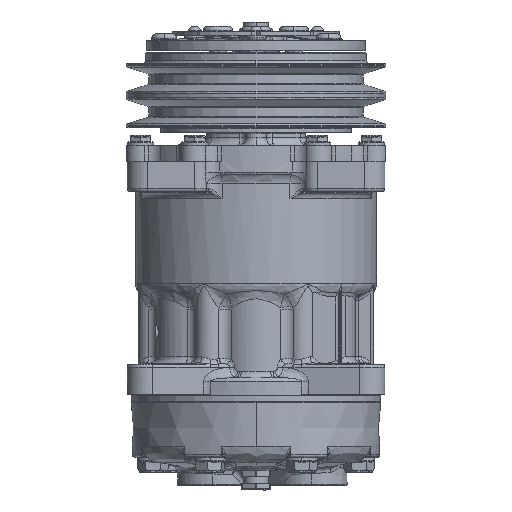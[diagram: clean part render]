
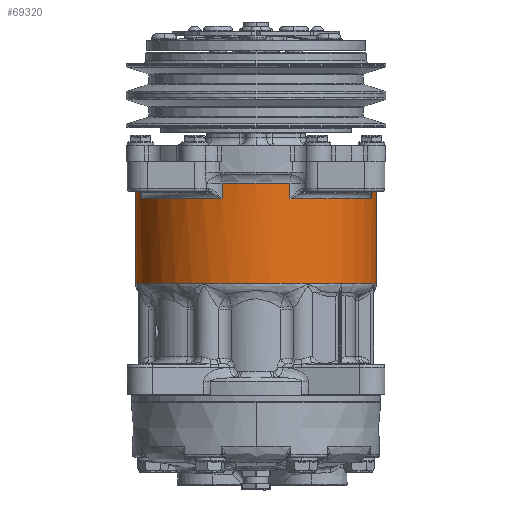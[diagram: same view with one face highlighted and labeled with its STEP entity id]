
A CAD part, front view. The second image highlights one B-rep face of the part: STEP entity #69320.
In plain terms, the highlighted cylindrical face has radius 58 mm (diameter 116 mm), a partial arc.
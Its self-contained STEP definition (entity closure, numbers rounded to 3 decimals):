
#6880 = CARTESIAN_POINT ( 'NONE',  ( 65.739, -18.237, 30.974 ) ) ;
#15889 = CARTESIAN_POINT ( 'NONE',  ( 82.727, 22.775, 78.896 ) ) ;
#15899 = DIRECTION ( 'NONE',  ( 0., 0., 1. ) ) ;
#15901 = VECTOR ( 'NONE', #15899, 1000. ) ;
#15903 = CARTESIAN_POINT ( 'NONE',  ( 82.727, 22.775, 90.474 ) ) ;
#15914 = CARTESIAN_POINT ( 'NONE',  ( -33.273, 22.775, 30.974 ) ) ;
#15927 = LINE ( 'NONE', #15903, #15901 ) ;
#15982 = LINE ( 'NONE', #16109, #16107 ) ;
#16105 = DIRECTION ( 'NONE',  ( 0., 0., 1. ) ) ;
#16107 = VECTOR ( 'NONE', #16105, 1000. ) ;
#16109 = CARTESIAN_POINT ( 'NONE',  ( -33.273, 22.775, 90.474 ) ) ;
#16170 = CARTESIAN_POINT ( 'NONE',  ( 82.727, 22.775, 30.974 ) ) ;
#16957 = CARTESIAN_POINT ( 'NONE',  ( -33.273, 22.775, 78.896 ) ) ;
#36142 = VERTEX_POINT ( 'NONE', #89325 ) ;
#36291 = VERTEX_POINT ( 'NONE', #89957 ) ;
#36486 = VERTEX_POINT ( 'NONE', #91075 ) ;
#42101 = VERTEX_POINT ( 'NONE', #107230 ) ;
#42576 = VERTEX_POINT ( 'NONE', #107953 ) ;
#42744 = VERTEX_POINT ( 'NONE', #108068 ) ;
#44160 = EDGE_CURVE ( 'NONE', #36142, #169983, #111142, .T. ) ;
#44225 = EDGE_CURVE ( 'NONE', #42101, #36486, #111165, .T. ) ;
#44287 = EDGE_CURVE ( 'NONE', #42576, #36142, #111224, .T. ) ;
#44296 = EDGE_CURVE ( 'NONE', #36291, #42744, #111228, .T. ) ;
#44341 = EDGE_CURVE ( 'NONE', #36486, #36291, #111268, .T. ) ;
#44484 = EDGE_CURVE ( 'NONE', #110006, #96019, #111475, .T. ) ;
#45675 = CARTESIAN_POINT ( 'NONE',  ( -30.922, 6.43, 71.474 ) ) ;
#52908 = DIRECTION ( 'NONE',  ( 0., 0., 1. ) ) ;
#53049 = VECTOR ( 'NONE', #52908, 1000. ) ;
#53052 = CARTESIAN_POINT ( 'NONE',  ( -30.922, 6.43, 90.474 ) ) ;
#53103 = LINE ( 'NONE', #53052, #53049 ) ;
#53245 = CARTESIAN_POINT ( 'NONE',  ( -30.922, 6.43, 78.896 ) ) ;
#68648 = EDGE_CURVE ( 'NONE', #110133, #42101, #161609, .T. ) ;
#68894 = EDGE_CURVE ( 'NONE', #42744, #42576, #162681, .T. ) ;
#69028 = EDGE_CURVE ( 'NONE', #177994, #111265, #163359, .T. ) ;
#69291 = ORIENTED_EDGE ( 'NONE', *, *, #44296, .T. ) ;
#69293 = ORIENTED_EDGE ( 'NONE', *, *, #69028, .T. ) ;
#69294 = ORIENTED_EDGE ( 'NONE', *, *, #44287, .T. ) ;
#69298 = ORIENTED_EDGE ( 'NONE', *, *, #177913, .T. ) ;
#69320 = ADVANCED_FACE ( 'NONE', ( #164108 ), #164109, .T. ) ;
#69322 = ORIENTED_EDGE ( 'NONE', *, *, #84317, .T. ) ;
#69324 = ORIENTED_EDGE ( 'NONE', *, *, #110562, .F. ) ;
#69326 = ORIENTED_EDGE ( 'NONE', *, *, #109914, .T. ) ;
#69328 = ORIENTED_EDGE ( 'NONE', *, *, #68894, .T. ) ;
#69333 = ORIENTED_EDGE ( 'NONE', *, *, #44225, .T. ) ;
#69335 = ORIENTED_EDGE ( 'NONE', *, *, #44160, .T. ) ;
#69337 = ORIENTED_EDGE ( 'NONE', *, *, #44341, .T. ) ;
#69340 = EDGE_LOOP ( 'NONE', ( #69324, #69358, #69322, #69326, #69344, #69333, #69337, #69291, #69328, #69294, #69335, #69298, #69293 ) ) ;
#69344 = ORIENTED_EDGE ( 'NONE', *, *, #68648, .T. ) ;
#69358 = ORIENTED_EDGE ( 'NONE', *, *, #44484, .T. ) ;
#84317 = EDGE_CURVE ( 'NONE', #96019, #110943, #186553, .T. ) ;
#89325 = CARTESIAN_POINT ( 'NONE',  ( 8.382, -32.874, 71.474 ) ) ;
#89957 = CARTESIAN_POINT ( 'NONE',  ( 41.072, -32.874, 71.474 ) ) ;
#91075 = CARTESIAN_POINT ( 'NONE',  ( 80.377, 6.43, 71.474 ) ) ;
#96019 = VERTEX_POINT ( 'NONE', #6880 ) ;
#107230 = CARTESIAN_POINT ( 'NONE',  ( 80.377, 6.43, 78.896 ) ) ;
#107953 = CARTESIAN_POINT ( 'NONE',  ( 8.382, -32.874, 78.896 ) ) ;
#108068 = CARTESIAN_POINT ( 'NONE',  ( 41.072, -32.874, 78.896 ) ) ;
#109914 = EDGE_CURVE ( 'NONE', #110943, #110133, #15927, .T. ) ;
#110006 = VERTEX_POINT ( 'NONE', #15914 ) ;
#110133 = VERTEX_POINT ( 'NONE', #15889 ) ;
#110562 = EDGE_CURVE ( 'NONE', #110006, #111265, #15982, .T. ) ;
#110842 = DIRECTION ( 'NONE',  ( 0., 0., -1. ) ) ;
#110943 = VERTEX_POINT ( 'NONE', #16170 ) ;
#111135 = DIRECTION ( 'NONE',  ( 1., 0., 0. ) ) ;
#111136 = DIRECTION ( 'NONE',  ( 0., 0., -1. ) ) ;
#111137 = CARTESIAN_POINT ( 'NONE',  ( 24.727, 22.775, 71.474 ) ) ;
#111138 = AXIS2_PLACEMENT_3D ( 'NONE', #111137, #111136, #111135 ) ;
#111142 = CIRCLE ( 'NONE', #111138, 58. ) ;
#111163 = VECTOR ( 'NONE', #110842, 1000. ) ;
#111164 = CARTESIAN_POINT ( 'NONE',  ( 80.377, 6.43, 90.474 ) ) ;
#111165 = LINE ( 'NONE', #111164, #111163 ) ;
#111220 = DIRECTION ( 'NONE',  ( 0., 0., -1. ) ) ;
#111221 = VECTOR ( 'NONE', #111220, 1000. ) ;
#111222 = CARTESIAN_POINT ( 'NONE',  ( 8.382, -32.874, 90.474 ) ) ;
#111224 = LINE ( 'NONE', #111222, #111221 ) ;
#111227 = CARTESIAN_POINT ( 'NONE',  ( 41.072, -32.874, 90.474 ) ) ;
#111228 = LINE ( 'NONE', #111227, #111233 ) ;
#111232 = DIRECTION ( 'NONE',  ( 0., 0., 1. ) ) ;
#111233 = VECTOR ( 'NONE', #111232, 1000. ) ;
#111265 = VERTEX_POINT ( 'NONE', #16957 ) ;
#111268 = CIRCLE ( 'NONE', #111278, 58. ) ;
#111278 = AXIS2_PLACEMENT_3D ( 'NONE', #111339, #111337, #111335 ) ;
#111335 = DIRECTION ( 'NONE',  ( 1., 0., 0. ) ) ;
#111337 = DIRECTION ( 'NONE',  ( 0., 0., -1. ) ) ;
#111339 = CARTESIAN_POINT ( 'NONE',  ( 24.727, 22.775, 71.474 ) ) ;
#111470 = DIRECTION ( 'NONE',  ( 1., 0., 0. ) ) ;
#111471 = DIRECTION ( 'NONE',  ( 0., 0., 1. ) ) ;
#111472 = CARTESIAN_POINT ( 'NONE',  ( 24.727, 22.775, 30.974 ) ) ;
#111475 = CIRCLE ( 'NONE', #111480, 58. ) ;
#111480 = AXIS2_PLACEMENT_3D ( 'NONE', #111472, #111471, #111470 ) ;
#161577 = AXIS2_PLACEMENT_3D ( 'NONE', #161611, #161605, #161604 ) ;
#161604 = DIRECTION ( 'NONE',  ( 1., 0., 0. ) ) ;
#161605 = DIRECTION ( 'NONE',  ( 0., 0., -1. ) ) ;
#161609 = CIRCLE ( 'NONE', #161577, 58. ) ;
#161611 = CARTESIAN_POINT ( 'NONE',  ( 24.727, 22.775, 78.896 ) ) ;
#162672 = CARTESIAN_POINT ( 'NONE',  ( 24.727, 22.775, 78.896 ) ) ;
#162681 = CIRCLE ( 'NONE', #162731, 58. ) ;
#162729 = DIRECTION ( 'NONE',  ( 1., 0., 0. ) ) ;
#162730 = DIRECTION ( 'NONE',  ( 0., 0., -1. ) ) ;
#162731 = AXIS2_PLACEMENT_3D ( 'NONE', #162672, #162730, #162729 ) ;
#163347 = DIRECTION ( 'NONE',  ( 1., 0., 0. ) ) ;
#163348 = DIRECTION ( 'NONE',  ( 0., 0., -1. ) ) ;
#163349 = CARTESIAN_POINT ( 'NONE',  ( 24.727, 22.775, 78.896 ) ) ;
#163359 = CIRCLE ( 'NONE', #163368, 58. ) ;
#163368 = AXIS2_PLACEMENT_3D ( 'NONE', #163349, #163348, #163347 ) ;
#164108 = FACE_OUTER_BOUND ( 'NONE', #69340, .T. ) ;
#164109 = CYLINDRICAL_SURFACE ( 'NONE', #164160, 58. ) ;
#164157 = DIRECTION ( 'NONE',  ( 1., 0., 0. ) ) ;
#164160 = AXIS2_PLACEMENT_3D ( 'NONE', #164164, #164170, #164157 ) ;
#164164 = CARTESIAN_POINT ( 'NONE',  ( 24.727, 22.775, 90.474 ) ) ;
#164170 = DIRECTION ( 'NONE',  ( 0., 0., 1. ) ) ;
#169983 = VERTEX_POINT ( 'NONE', #45675 ) ;
#177913 = EDGE_CURVE ( 'NONE', #169983, #177994, #53103, .T. ) ;
#177994 = VERTEX_POINT ( 'NONE', #53245 ) ;
#186514 = AXIS2_PLACEMENT_3D ( 'NONE', #186530, #186528, #186713 ) ;
#186528 = DIRECTION ( 'NONE',  ( 0., 0., 1. ) ) ;
#186530 = CARTESIAN_POINT ( 'NONE',  ( 24.727, 22.775, 30.974 ) ) ;
#186553 = CIRCLE ( 'NONE', #186514, 58. ) ;
#186713 = DIRECTION ( 'NONE',  ( 1., 0., 0. ) ) ;
